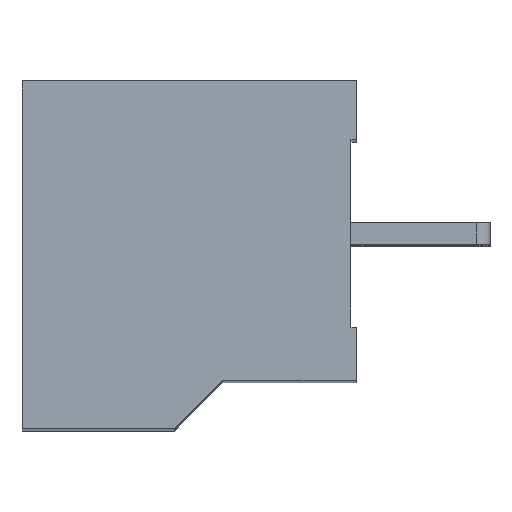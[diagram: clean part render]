
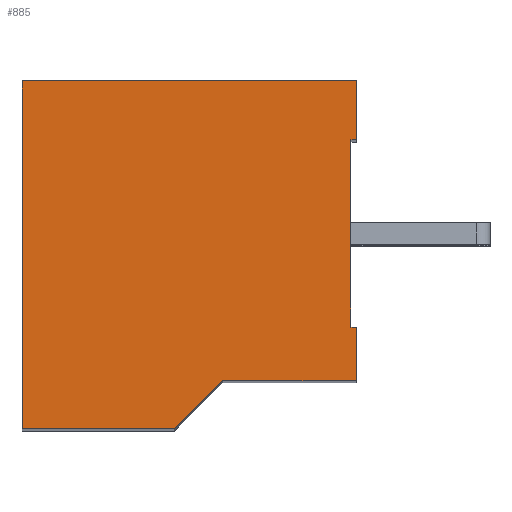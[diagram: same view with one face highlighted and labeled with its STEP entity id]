
A CAD part, top view. The second image highlights one B-rep face of the part: STEP entity #885.
In plain terms, the highlighted planar face has unit normal (0, 0, 1).
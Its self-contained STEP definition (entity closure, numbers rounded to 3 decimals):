
#885 = ADVANCED_FACE( '', ( #1928 ), #1929, .T. );
#1928 = FACE_OUTER_BOUND( '', #3134, .T. );
#1929 = PLANE( '', #3135 );
#3134 = EDGE_LOOP( '', ( #5608, #5609, #5610, #5611, #5612, #5613, #5614, #5615, #5616, #5617 ) );
#3135 = AXIS2_PLACEMENT_3D( '', #5618, #5619, #5620 );
#5608 = ORIENTED_EDGE( '', *, *, #7606, .F. );
#5609 = ORIENTED_EDGE( '', *, *, #7726, .F. );
#5610 = ORIENTED_EDGE( '', *, *, #7561, .T. );
#5611 = ORIENTED_EDGE( '', *, *, #8047, .F. );
#5612 = ORIENTED_EDGE( '', *, *, #7456, .F. );
#5613 = ORIENTED_EDGE( '', *, *, #7990, .T. );
#5614 = ORIENTED_EDGE( '', *, *, #7971, .F. );
#5615 = ORIENTED_EDGE( '', *, *, #8156, .F. );
#5616 = ORIENTED_EDGE( '', *, *, #8157, .T. );
#5617 = ORIENTED_EDGE( '', *, *, #8158, .F. );
#5618 = CARTESIAN_POINT( '', ( 12.003, -10.629, 0. ) );
#5619 = DIRECTION( '', ( 0., 0., 1. ) );
#5620 = DIRECTION( '', ( 1., 0., 0. ) );
#7456 = EDGE_CURVE( '', #9048, #9050, #9051, .T. );
#7561 = EDGE_CURVE( '', #9224, #9222, #9225, .T. );
#7606 = EDGE_CURVE( '', #9286, #9287, #9288, .T. );
#7726 = EDGE_CURVE( '', #9224, #9286, #9488, .T. );
#7971 = EDGE_CURVE( '', #9851, #9853, #9854, .T. );
#7990 = EDGE_CURVE( '', #9048, #9853, #9882, .T. );
#8047 = EDGE_CURVE( '', #9050, #9222, #9953, .T. );
#8156 = EDGE_CURVE( '', #10100, #9851, #10101, .T. );
#8157 = EDGE_CURVE( '', #10100, #10102, #10103, .T. );
#8158 = EDGE_CURVE( '', #9287, #10102, #10104, .T. );
#9048 = VERTEX_POINT( '', #11289 );
#9050 = VERTEX_POINT( '', #11292 );
#9051 = LINE( '', #11293, #11294 );
#9222 = VERTEX_POINT( '', #11550 );
#9224 = VERTEX_POINT( '', #11553 );
#9225 = LINE( '', #11554, #11555 );
#9286 = VERTEX_POINT( '', #11645 );
#9287 = VERTEX_POINT( '', #11646 );
#9288 = LINE( '', #11647, #11648 );
#9488 = LINE( '', #11945, #11946 );
#9851 = VERTEX_POINT( '', #12485 );
#9853 = VERTEX_POINT( '', #12488 );
#9854 = LINE( '', #12489, #12490 );
#9882 = LINE( '', #12532, #12533 );
#9953 = LINE( '', #12640, #12641 );
#10100 = VERTEX_POINT( '', #12859 );
#10101 = LINE( '', #12860, #12861 );
#10102 = VERTEX_POINT( '', #12862 );
#10103 = LINE( '', #12863, #12864 );
#10104 = LINE( '', #12865, #12866 );
#11289 = CARTESIAN_POINT( '', ( 12.3, -9.2, 0. ) );
#11292 = CARTESIAN_POINT( '', ( 12.5, -9.2, 0. ) );
#11293 = CARTESIAN_POINT( '', ( 12.182, -9.2, 0. ) );
#11294 = VECTOR( '', #13724, 1000. );
#11550 = CARTESIAN_POINT( '', ( 12.5, -11.2, 0. ) );
#11553 = CARTESIAN_POINT( '', ( 7.5, -11.2, 0. ) );
#11554 = CARTESIAN_POINT( '', ( 10.298, -11.2, 0. ) );
#11555 = VECTOR( '', #13811, 1000. );
#11645 = CARTESIAN_POINT( '', ( 5.7, -13., 0. ) );
#11646 = CARTESIAN_POINT( '', ( 0., -13., 0. ) );
#11647 = CARTESIAN_POINT( '', ( 10.298, -13., 0. ) );
#11648 = VECTOR( '', #13841, 1000. );
#11945 = CARTESIAN_POINT( '', ( 7.5, -11.2, 0. ) );
#11946 = VECTOR( '', #13945, 1000. );
#12485 = CARTESIAN_POINT( '', ( 12.5, -2.2, 0. ) );
#12488 = CARTESIAN_POINT( '', ( 12.3, -2.2, 0. ) );
#12489 = CARTESIAN_POINT( '', ( 12.5, -2.2, 0. ) );
#12490 = VECTOR( '', #14147, 1000. );
#12532 = CARTESIAN_POINT( '', ( 12.3, -12.3, 0. ) );
#12533 = VECTOR( '', #14162, 1000. );
#12640 = CARTESIAN_POINT( '', ( 12.5, -9.2, 0. ) );
#12641 = VECTOR( '', #14199, 1000. );
#12859 = CARTESIAN_POINT( '', ( 12.5, 0., 0. ) );
#12860 = CARTESIAN_POINT( '', ( 12.5, 0., 0. ) );
#12861 = VECTOR( '', #14283, 1000. );
#12862 = CARTESIAN_POINT( '', ( 0., 0., 0. ) );
#12863 = CARTESIAN_POINT( '', ( 12.2, 0., 0. ) );
#12864 = VECTOR( '', #14284, 1000. );
#12865 = CARTESIAN_POINT( '', ( 0., -12.05, 0. ) );
#12866 = VECTOR( '', #14285, 1000. );
#13724 = DIRECTION( '', ( 1., 0., 0. ) );
#13811 = DIRECTION( '', ( 1., 0., 0. ) );
#13841 = DIRECTION( '', ( -1., 0., 0. ) );
#13945 = DIRECTION( '', ( -0.707, -0.707, 0. ) );
#14147 = DIRECTION( '', ( -1., 0., 0. ) );
#14162 = DIRECTION( '', ( 0., 1., 0. ) );
#14199 = DIRECTION( '', ( 0., -1., 0. ) );
#14283 = DIRECTION( '', ( 0., -1., 0. ) );
#14284 = DIRECTION( '', ( -1., 0., 0. ) );
#14285 = DIRECTION( '', ( 0., 1., 0. ) );
